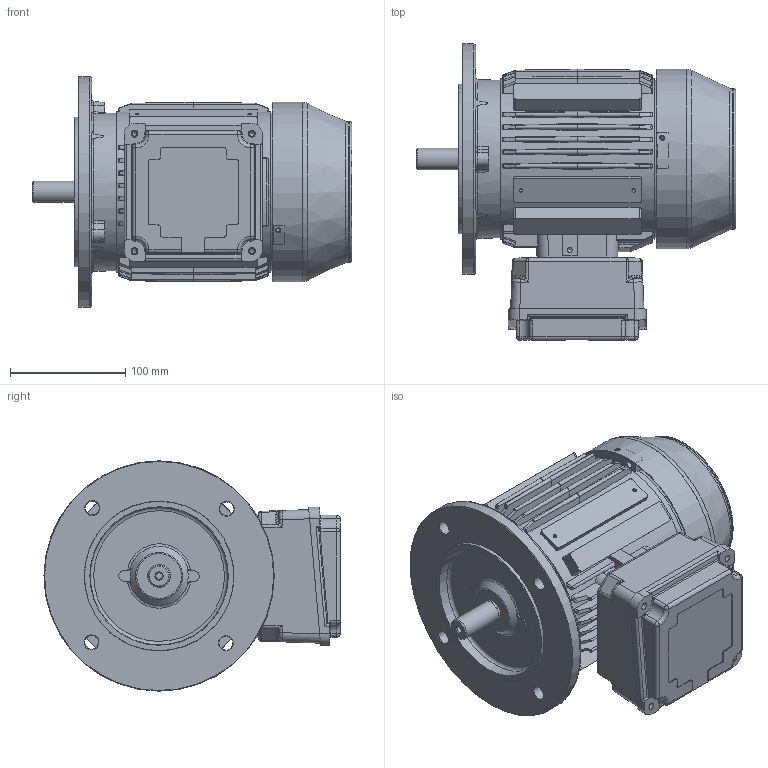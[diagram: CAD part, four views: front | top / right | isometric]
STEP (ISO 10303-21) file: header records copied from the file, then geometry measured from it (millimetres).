
FILE_DESCRIPTION( ( 'Unknown' ), '1' );
FILE_NAME( 'df80m b5 ic411.stp', 'Unknown', ( 'Unknown' ), ( 'Unknown' ), 'PSStep 17.0.49', 'Unknown', ' ' );
FILE_SCHEMA( ( 'AUTOMOTIVE_DESIGN { 1 0 10303 214 1 1 1 1 }' ) );
Length unit declared in the file: millimetre
Products named in the file (8): Assem1; D80YC000 kiepski; f80c502; w80sa000; d80el007; w80cg000; y10te017; y10te018
Assembly tree (7 placements, depth 2):
  Assem1
    D80YC000 kiepski
    f80c502
    w80sa000
    d80el007
    w80cg000
    y10te017
    y10te018
Bounding box: 277.51 x 257.13 x 200 mm (x, y, z)
Volume: 1601933.8 mm3; surface area: 547797.4 mm2
Topology: 7 solids, 7 shells, 1823 faces, 4973 edges, 3182 vertices
Faces by surface type: plane 725, cylinder 713, cone 149, torus 105, bspline 97, sphere 34
Full cylindrical faces by diameter (mm): 2.594 x2, 3.2 x2, 3.3 x3, 3.6 x4, 4.134 x10, 4.351 x7, 4.5 x3, 5.188 x1, 5.42 x4, 5.8 x5, 6 x9, 8 x1, 12 x4, 16 x1, 16.5 x1, 17 x1, 17.265 x1, 19 x1, 19.5 x1, 19.6 x1, 19.87 x1, 20 x1, 20.19 x1, 22.3 x1, 28 x1, 30 x1, 35 x1, 47 x1, 120.18 x1, 122 x1
Entity records: 82508 total; most frequent: CARTESIAN_POINT 22744, ORIENTED_EDGE 9368, DIRECTION 9330, EDGE_CURVE 4684, AXIS2_PLACEMENT_3D 3535, VERTEX_POINT 3112, LINE 2260, VECTOR 2260
